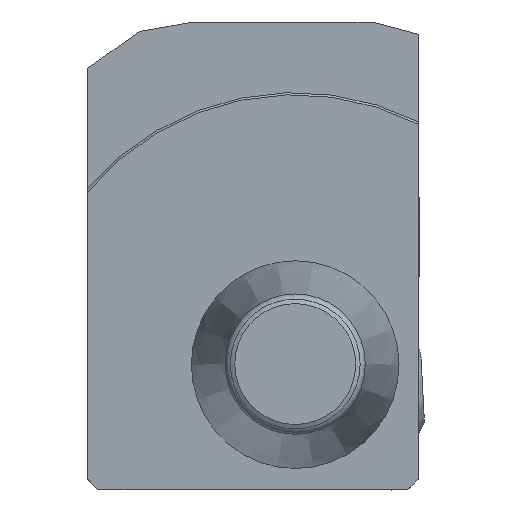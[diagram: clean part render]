
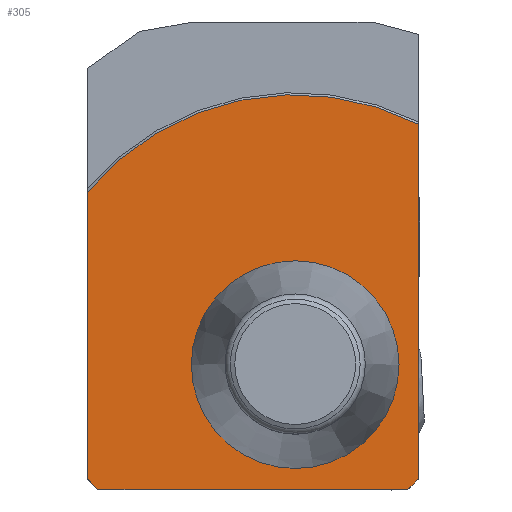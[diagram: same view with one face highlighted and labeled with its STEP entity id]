
A CAD part, top view. The second image highlights one B-rep face of the part: STEP entity #305.
In plain terms, the highlighted planar face has unit normal (0, 0, 1).
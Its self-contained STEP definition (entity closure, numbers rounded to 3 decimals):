
#115=FACE_BOUND('',#654,.T.);
#116=FACE_BOUND('',#655,.T.);
#164=CIRCLE('',#2870,13.);
#165=CIRCLE('',#2887,5.);
#305=ADVANCED_FACE('AL3_SU1',(#115,#116),#450,.T.);
#450=PLANE('',#2888);
#654=EDGE_LOOP('',(#1494));
#655=EDGE_LOOP('',(#1495,#1496,#1497,#1498,#1499,#1500));
#918=LINE('',#4118,#1158);
#923=LINE('',#4142,#1163);
#935=LINE('',#4166,#1175);
#936=LINE('',#4168,#1176);
#937=LINE('',#4170,#1177);
#1158=VECTOR('',#3218,1.);
#1163=VECTOR('',#3237,1.);
#1175=VECTOR('',#3263,1.);
#1176=VECTOR('',#3266,1.);
#1177=VECTOR('',#3269,1.);
#1494=ORIENTED_EDGE('',*,*,#2461,.T.);
#1495=ORIENTED_EDGE('',*,*,#2436,.T.);
#1496=ORIENTED_EDGE('',*,*,#2460,.F.);
#1497=ORIENTED_EDGE('',*,*,#2446,.F.);
#1498=ORIENTED_EDGE('',*,*,#2438,.F.);
#1499=ORIENTED_EDGE('',*,*,#2458,.T.);
#1500=ORIENTED_EDGE('',*,*,#2459,.F.);
#2167=VERTEX_POINT('',#4117);
#2168=VERTEX_POINT('',#4119);
#2169=VERTEX_POINT('',#4123);
#2170=VERTEX_POINT('',#4124);
#2172=VERTEX_POINT('',#4143);
#2176=VERTEX_POINT('',#4165);
#2177=VERTEX_POINT('',#4174);
#2436=EDGE_CURVE('',#2168,#2167,#918,.T.);
#2438=EDGE_CURVE('',#2169,#2170,#164,.T.);
#2446=EDGE_CURVE('',#2170,#2172,#923,.T.);
#2458=EDGE_CURVE('',#2169,#2176,#935,.T.);
#2459=EDGE_CURVE('',#2168,#2176,#936,.T.);
#2460=EDGE_CURVE('',#2172,#2167,#937,.T.);
#2461=EDGE_CURVE('',#2177,#2177,#165,.T.);
#2870=AXIS2_PLACEMENT_3D('',#4122,#3222,#3223);
#2887=AXIS2_PLACEMENT_3D('',#4173,#3274,#3275);
#2888=AXIS2_PLACEMENT_3D('',#4175,#3276,#3277);
#3218=DIRECTION('',(1.,0.,0.));
#3222=DIRECTION('',(0.,0.,-1.));
#3223=DIRECTION('',(1.,0.,0.));
#3237=DIRECTION('',(0.,-1.,0.));
#3263=DIRECTION('',(0.,-1.,0.));
#3266=DIRECTION('',(-0.707,0.707,0.));
#3269=DIRECTION('',(-0.707,-0.707,0.));
#3274=DIRECTION('',(0.,0.,-1.));
#3275=DIRECTION('',(-1.,0.,0.));
#3276=DIRECTION('',(0.,0.,1.));
#3277=DIRECTION('',(-1.,0.,0.));
#4117=CARTESIAN_POINT('',(5.425,-6.,0.));
#4118=CARTESIAN_POINT('',(-12.025,-6.,0.));
#4119=CARTESIAN_POINT('',(-9.5,-6.,0.));
#4122=CARTESIAN_POINT('',(0.,0.,0.));
#4123=CARTESIAN_POINT('',(-10.,8.307,0.));
#4124=CARTESIAN_POINT('',(5.925,11.571,0.));
#4142=CARTESIAN_POINT('',(5.925,0.,0.));
#4143=CARTESIAN_POINT('',(5.925,-5.5,0.));
#4165=CARTESIAN_POINT('',(-10.,-5.5,0.));
#4166=CARTESIAN_POINT('',(-10.,0.,0.));
#4168=CARTESIAN_POINT('',(-9.5,-6.,0.));
#4170=CARTESIAN_POINT('',(5.425,-6.,0.));
#4173=CARTESIAN_POINT('',(0.,0.,0.));
#4174=CARTESIAN_POINT('',(-5.,0.,0.));
#4175=CARTESIAN_POINT('',(-2.038,3.5,0.));
